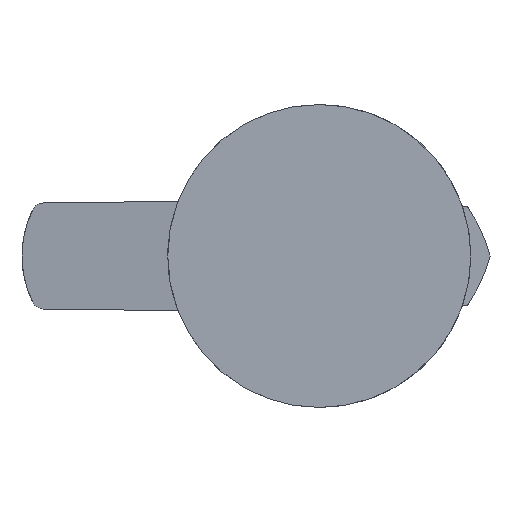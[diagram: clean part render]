
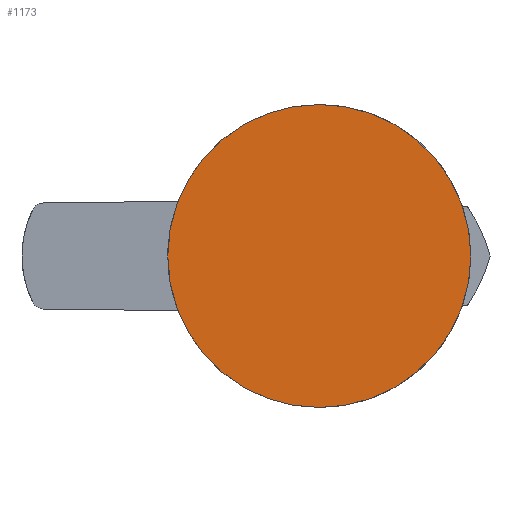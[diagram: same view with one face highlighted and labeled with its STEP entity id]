
A CAD part, left-side view. The second image highlights one B-rep face of the part: STEP entity #1173.
In plain terms, the highlighted planar face has unit normal (-1, 0, 0).
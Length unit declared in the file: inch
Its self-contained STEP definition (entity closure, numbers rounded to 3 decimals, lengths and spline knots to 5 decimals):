
#63 = CARTESIAN_POINT ( 'NONE',  ( -17.87995, 35.18315, -41.96039 ) ) ;
#90 = DIRECTION ( 'NONE',  ( 0., 0., 1. ) ) ;
#110 = AXIS2_PLACEMENT_3D ( 'NONE', #275, #263, #267 ) ;
#120 = AXIS2_PLACEMENT_3D ( 'NONE', #229, #227, #225 ) ;
#222 = CARTESIAN_POINT ( 'NONE',  ( -17.87995, 35.18315, -43.20448 ) ) ;
#225 = DIRECTION ( 'NONE',  ( 0., 0., 1. ) ) ;
#227 = DIRECTION ( 'NONE',  ( -1., 0., 0. ) ) ;
#229 = CARTESIAN_POINT ( 'NONE',  ( -17.87995, 35.18315, -42.58244 ) ) ;
#263 = DIRECTION ( 'NONE',  ( -1., 0., 0. ) ) ;
#267 = DIRECTION ( 'NONE',  ( 0., 0., 1. ) ) ;
#275 = CARTESIAN_POINT ( 'NONE',  ( -17.87995, 35.18315, -42.58244 ) ) ;
#285 = PLANE ( 'NONE',  #110 ) ;
#579 = DIRECTION ( 'NONE',  ( -1., 0., 0. ) ) ;
#589 = CARTESIAN_POINT ( 'NONE',  ( -17.87995, 35.18315, -42.58244 ) ) ;
#599 = AXIS2_PLACEMENT_3D ( 'NONE', #589, #579, #90 ) ;
#1173 = ADVANCED_FACE ( 'NONE', ( #1183 ), #285, .T. ) ;
#1183 = FACE_OUTER_BOUND ( 'NONE', #1234, .T. ) ;
#1192 = EDGE_CURVE ( 'NONE', #1551, #1211, #1194, .T. ) ;
#1194 = CIRCLE ( 'NONE', #120, 0.62205 ) ;
#1211 = VERTEX_POINT ( 'NONE', #222 ) ;
#1234 = EDGE_LOOP ( 'NONE', ( #1481, #1476 ) ) ;
#1392 = CIRCLE ( 'NONE', #599, 0.62205 ) ;
#1476 = ORIENTED_EDGE ( 'NONE', *, *, #1759, .T. ) ;
#1481 = ORIENTED_EDGE ( 'NONE', *, *, #1192, .T. ) ;
#1551 = VERTEX_POINT ( 'NONE', #63 ) ;
#1759 = EDGE_CURVE ( 'NONE', #1211, #1551, #1392, .T. ) ;
